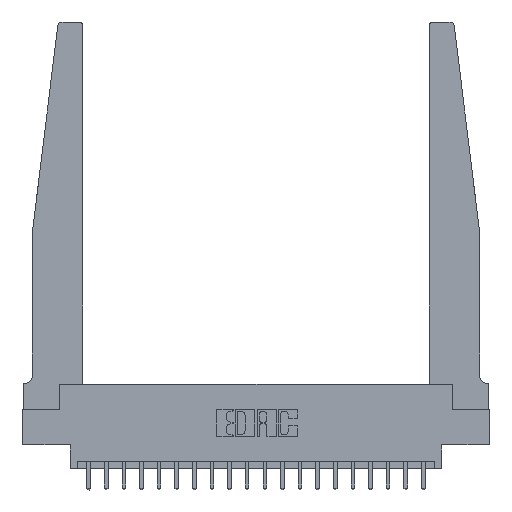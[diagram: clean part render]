
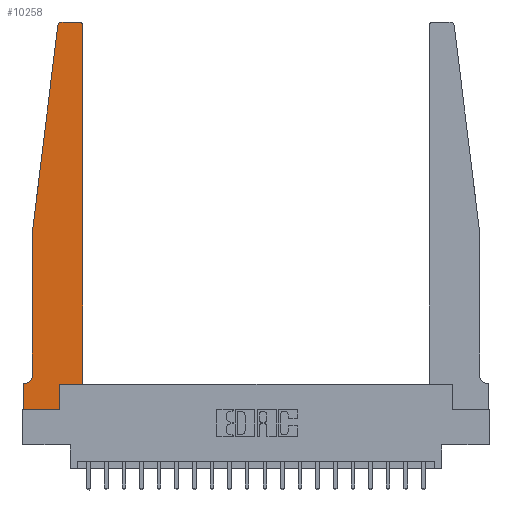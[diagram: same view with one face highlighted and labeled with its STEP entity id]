
A CAD part, top view. The second image highlights one B-rep face of the part: STEP entity #10258.
In plain terms, the highlighted planar face has unit normal (0, 0, 1).
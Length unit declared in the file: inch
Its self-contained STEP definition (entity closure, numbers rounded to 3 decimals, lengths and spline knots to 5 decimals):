
#178 = VECTOR ( 'NONE', #7699, 39.37008 ) ;
#387 = LINE ( 'NONE', #6413, #4208 ) ;
#656 = CARTESIAN_POINT ( 'NONE',  ( 0.015, 0.1875, 0.37 ) ) ;
#1046 = AXIS2_PLACEMENT_3D ( 'NONE', #3829, #19993, #10401 ) ;
#1057 = VECTOR ( 'NONE', #3394, 39.37008 ) ;
#1357 = ORIENTED_EDGE ( 'NONE', *, *, #17581, .T. ) ;
#1393 = CARTESIAN_POINT ( 'NONE',  ( 0.2605, 0., 0.37 ) ) ;
#1872 = VERTEX_POINT ( 'NONE', #11334 ) ;
#2031 = ORIENTED_EDGE ( 'NONE', *, *, #4531, .T. ) ;
#2130 = LINE ( 'NONE', #4110, #18872 ) ;
#2712 = VERTEX_POINT ( 'NONE', #16429 ) ;
#2944 = DIRECTION ( 'NONE',  ( 0., 0., 1. ) ) ;
#3394 = DIRECTION ( 'NONE',  ( 0., 1., 0. ) ) ;
#3571 = EDGE_CURVE ( 'NONE', #4848, #4438, #2130, .T. ) ;
#3829 = CARTESIAN_POINT ( 'NONE',  ( 0., 0.1875, 0.37 ) ) ;
#4110 = CARTESIAN_POINT ( 'NONE',  ( 0.2605, 0.18, 0.37 ) ) ;
#4118 = CARTESIAN_POINT ( 'NONE',  ( 0., 0.1875, 0.37 ) ) ;
#4208 = VECTOR ( 'NONE', #16134, 39.37008 ) ;
#4230 = VECTOR ( 'NONE', #6866, 39.37008 ) ;
#4438 = VERTEX_POINT ( 'NONE', #15154 ) ;
#4531 = EDGE_CURVE ( 'NONE', #17322, #4848, #11827, .T. ) ;
#4848 = VERTEX_POINT ( 'NONE', #1393 ) ;
#5180 = CARTESIAN_POINT ( 'NONE',  ( 0., 0., 0.37 ) ) ;
#5440 = LINE ( 'NONE', #20321, #13629 ) ;
#5603 = DIRECTION ( 'NONE',  ( 0., 0., -1. ) ) ;
#5712 = ORIENTED_EDGE ( 'NONE', *, *, #3571, .T. ) ;
#5896 = CIRCLE ( 'NONE', #15498, 0.03 ) ;
#6121 = CARTESIAN_POINT ( 'NONE',  ( 0.395, 2.75, 0.37 ) ) ;
#6413 = CARTESIAN_POINT ( 'NONE',  ( 0.065, 1.25, 0.37 ) ) ;
#6804 = VERTEX_POINT ( 'NONE', #4118 ) ;
#6866 = DIRECTION ( 'NONE',  ( -1., 0., 0. ) ) ;
#6887 = DIRECTION ( 'NONE',  ( 0., 0., 1. ) ) ;
#7052 = LINE ( 'NONE', #8218, #19914 ) ;
#7169 = ORIENTED_EDGE ( 'NONE', *, *, #15250, .T. ) ;
#7297 = CIRCLE ( 'NONE', #7458, 0.05 ) ;
#7458 = AXIS2_PLACEMENT_3D ( 'NONE', #15321, #5603, #16941 ) ;
#7699 = DIRECTION ( 'NONE',  ( -0.122, -0.992, 0. ) ) ;
#7928 = EDGE_LOOP ( 'NONE', ( #8327, #11492, #10556, #7169, #16207, #1357, #8274, #2031, #5712, #19994, #14875, #19280 ) ) ;
#7986 = CARTESIAN_POINT ( 'NONE',  ( 0., 0., 0.37 ) ) ;
#8218 = CARTESIAN_POINT ( 'NONE',  ( 0.425, 0.18, 0.37 ) ) ;
#8274 = ORIENTED_EDGE ( 'NONE', *, *, #13633, .T. ) ;
#8327 = ORIENTED_EDGE ( 'NONE', *, *, #14792, .T. ) ;
#8368 = LINE ( 'NONE', #7986, #20696 ) ;
#8857 = CARTESIAN_POINT ( 'NONE',  ( 0., 0., 0.37 ) ) ;
#8977 = VERTEX_POINT ( 'NONE', #6121 ) ;
#9102 = DIRECTION ( 'NONE',  ( -1., 0., 0. ) ) ;
#9457 = CIRCLE ( 'NONE', #20050, 0.03 ) ;
#9613 = CARTESIAN_POINT ( 'NONE',  ( 0.24675, 2.72367, 0.37 ) ) ;
#9625 = DIRECTION ( 'NONE',  ( 0., -1., 0. ) ) ;
#9751 = LINE ( 'NONE', #11868, #1057 ) ;
#9825 = VERTEX_POINT ( 'NONE', #19038 ) ;
#10258 = ADVANCED_FACE ( 'NONE', ( #11423 ), #18388, .T. ) ;
#10401 = DIRECTION ( 'NONE',  ( 1., 0., 0. ) ) ;
#10503 = DIRECTION ( 'NONE',  ( 1., 0., 0. ) ) ;
#10556 = ORIENTED_EDGE ( 'NONE', *, *, #14109, .T. ) ;
#10765 = EDGE_CURVE ( 'NONE', #4438, #9825, #7052, .T. ) ;
#11334 = CARTESIAN_POINT ( 'NONE',  ( 0.065, 1.25, 0.37 ) ) ;
#11423 = FACE_OUTER_BOUND ( 'NONE', #7928, .T. ) ;
#11492 = ORIENTED_EDGE ( 'NONE', *, *, #12057, .T. ) ;
#11827 = LINE ( 'NONE', #8857, #15094 ) ;
#11868 = CARTESIAN_POINT ( 'NONE',  ( 0.425, 0.18, 0.37 ) ) ;
#12057 = EDGE_CURVE ( 'NONE', #2712, #19635, #9457, .T. ) ;
#12714 = LINE ( 'NONE', #15766, #178 ) ;
#12760 = CARTESIAN_POINT ( 'NONE',  ( 0.395, 2.72, 0.37 ) ) ;
#13021 = DIRECTION ( 'NONE',  ( 1., 0., 0. ) ) ;
#13464 = LINE ( 'NONE', #14967, #4230 ) ;
#13629 = VECTOR ( 'NONE', #9102, 39.37008 ) ;
#13633 = EDGE_CURVE ( 'NONE', #6804, #17322, #8368, .T. ) ;
#14109 = EDGE_CURVE ( 'NONE', #19635, #1872, #12714, .T. ) ;
#14365 = DIRECTION ( 'NONE',  ( 1., 0., 0. ) ) ;
#14792 = EDGE_CURVE ( 'NONE', #8977, #2712, #13464, .T. ) ;
#14875 = ORIENTED_EDGE ( 'NONE', *, *, #18062, .T. ) ;
#14930 = VERTEX_POINT ( 'NONE', #656 ) ;
#14967 = CARTESIAN_POINT ( 'NONE',  ( 0.25, 2.75, 0.37 ) ) ;
#15094 = VECTOR ( 'NONE', #10503, 39.37008 ) ;
#15154 = CARTESIAN_POINT ( 'NONE',  ( 0.2605, 0.18, 0.37 ) ) ;
#15250 = EDGE_CURVE ( 'NONE', #1872, #15781, #387, .T. ) ;
#15321 = CARTESIAN_POINT ( 'NONE',  ( 0.015, 0.2375, 0.37 ) ) ;
#15490 = DIRECTION ( 'NONE',  ( 0., 1., 0. ) ) ;
#15498 = AXIS2_PLACEMENT_3D ( 'NONE', #12760, #2944, #14365 ) ;
#15766 = CARTESIAN_POINT ( 'NONE',  ( 0.065, 1.25, 0.37 ) ) ;
#15781 = VERTEX_POINT ( 'NONE', #19988 ) ;
#15820 = EDGE_CURVE ( 'NONE', #15781, #14930, #7297, .T. ) ;
#16134 = DIRECTION ( 'NONE',  ( 0., -1., 0. ) ) ;
#16207 = ORIENTED_EDGE ( 'NONE', *, *, #15820, .T. ) ;
#16397 = CARTESIAN_POINT ( 'NONE',  ( 0.425, 2.72, 0.37 ) ) ;
#16429 = CARTESIAN_POINT ( 'NONE',  ( 0.27653, 2.75, 0.37 ) ) ;
#16608 = CARTESIAN_POINT ( 'NONE',  ( 0.27653, 2.72, 0.37 ) ) ;
#16941 = DIRECTION ( 'NONE',  ( -1., 0., 0. ) ) ;
#17322 = VERTEX_POINT ( 'NONE', #5180 ) ;
#17581 = EDGE_CURVE ( 'NONE', #14930, #6804, #5440, .T. ) ;
#18062 = EDGE_CURVE ( 'NONE', #9825, #20837, #9751, .T. ) ;
#18197 = DIRECTION ( 'NONE',  ( 1., 0., 0. ) ) ;
#18388 = PLANE ( 'NONE',  #1046 ) ;
#18509 = EDGE_CURVE ( 'NONE', #20837, #8977, #5896, .T. ) ;
#18872 = VECTOR ( 'NONE', #15490, 39.37008 ) ;
#19038 = CARTESIAN_POINT ( 'NONE',  ( 0.425, 0.18, 0.37 ) ) ;
#19280 = ORIENTED_EDGE ( 'NONE', *, *, #18509, .T. ) ;
#19635 = VERTEX_POINT ( 'NONE', #9613 ) ;
#19914 = VECTOR ( 'NONE', #13021, 39.37008 ) ;
#19988 = CARTESIAN_POINT ( 'NONE',  ( 0.065, 0.2375, 0.37 ) ) ;
#19993 = DIRECTION ( 'NONE',  ( 0., 0., 1. ) ) ;
#19994 = ORIENTED_EDGE ( 'NONE', *, *, #10765, .T. ) ;
#20050 = AXIS2_PLACEMENT_3D ( 'NONE', #16608, #6887, #18197 ) ;
#20321 = CARTESIAN_POINT ( 'NONE',  ( 0.065, 0.1875, 0.37 ) ) ;
#20696 = VECTOR ( 'NONE', #9625, 39.37008 ) ;
#20837 = VERTEX_POINT ( 'NONE', #16397 ) ;
